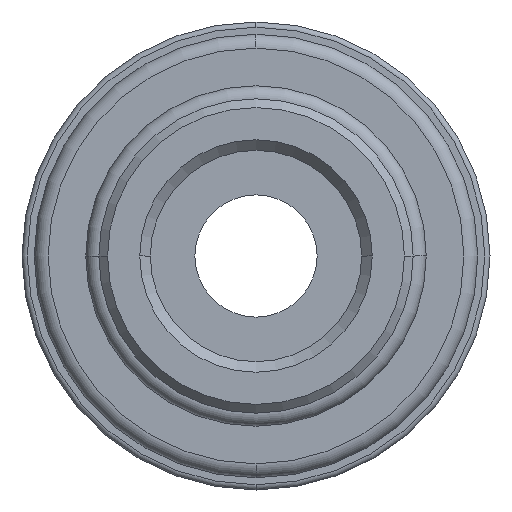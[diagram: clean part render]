
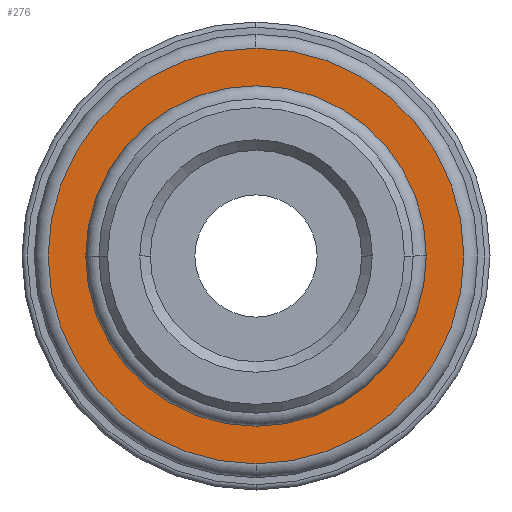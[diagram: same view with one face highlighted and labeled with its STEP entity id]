
A CAD part, front view. The second image highlights one B-rep face of the part: STEP entity #276.
In plain terms, the highlighted planar face has unit normal (0, -1, 0).
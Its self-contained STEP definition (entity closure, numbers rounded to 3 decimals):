
#276=ADVANCED_FACE('',(#561,#562),#563,.T.);
#561=FACE_OUTER_BOUND('',#854,.T.);
#562=FACE_BOUND('',#855,.T.);
#563=PLANE('',#856);
#854=EDGE_LOOP('',(#1564,#1565));
#855=EDGE_LOOP('',(#1566,#1567,#1568));
#856=AXIS2_PLACEMENT_3D('',#1569,#1570,#1571);
#1564=ORIENTED_EDGE('',*,*,#1863,.F.);
#1565=ORIENTED_EDGE('',*,*,#1758,.F.);
#1566=ORIENTED_EDGE('',*,*,#1901,.T.);
#1567=ORIENTED_EDGE('',*,*,#1672,.T.);
#1568=ORIENTED_EDGE('',*,*,#1902,.T.);
#1569=CARTESIAN_POINT('',(10.45,2.5,0.0));
#1570=DIRECTION('',(0.0,-1.0,0.0));
#1571=DIRECTION('',(0.0,0.0,-1.0));
#1672=EDGE_CURVE('',#1969,#1973,#1975,.T.);
#1758=EDGE_CURVE('',#2110,#2113,#2114,.T.);
#1863=EDGE_CURVE('',#2113,#2110,#2264,.T.);
#1901=EDGE_CURVE('',#2302,#1969,#2303,.T.);
#1902=EDGE_CURVE('',#1973,#2302,#2304,.T.);
#1969=VERTEX_POINT('',#2371);
#1973=VERTEX_POINT('',#2375);
#1975=CIRCLE('',#2377,9.75);
#2110=VERTEX_POINT('',#2546);
#2113=VERTEX_POINT('',#2549);
#2114=CIRCLE('',#2550,11.9);
#2264=CIRCLE('',#2718,11.9);
#2302=VERTEX_POINT('',#2756);
#2303=CIRCLE('',#2757,9.75);
#2304=CIRCLE('',#2758,9.75);
#2371=CARTESIAN_POINT('',(9.75,2.5,0.));
#2375=CARTESIAN_POINT('',(-9.75,2.5,0.));
#2377=AXIS2_PLACEMENT_3D('',#2856,#2857,#2858);
#2546=CARTESIAN_POINT('',(0.,2.5,11.9));
#2549=CARTESIAN_POINT('',(0.,2.5,-11.9));
#2550=AXIS2_PLACEMENT_3D('',#2992,#2993,#2994);
#2718=AXIS2_PLACEMENT_3D('',#3184,#3185,#3186);
#2756=CARTESIAN_POINT('',(0.,2.5,9.75));
#2757=AXIS2_PLACEMENT_3D('',#3244,#3245,#3246);
#2758=AXIS2_PLACEMENT_3D('',#3247,#3248,#3249);
#2856=CARTESIAN_POINT('',(0.0,2.5,0.0));
#2857=DIRECTION('',(0.0,1.0,0.0));
#2858=DIRECTION('',(0.0,0.0,-1.0));
#2992=CARTESIAN_POINT('',(0.0,2.5,0.0));
#2993=DIRECTION('',(-0.0,1.0,0.0));
#2994=DIRECTION('',(1.0,0.0,0.0));
#3184=CARTESIAN_POINT('',(0.0,2.5,0.0));
#3185=DIRECTION('',(-0.0,1.0,0.0));
#3186=DIRECTION('',(1.0,0.0,0.0));
#3244=CARTESIAN_POINT('',(0.0,2.5,0.0));
#3245=DIRECTION('',(0.0,1.0,0.0));
#3246=DIRECTION('',(0.0,0.0,-1.0));
#3247=CARTESIAN_POINT('',(0.0,2.5,0.0));
#3248=DIRECTION('',(0.0,1.0,0.0));
#3249=DIRECTION('',(0.0,0.0,-1.0));
